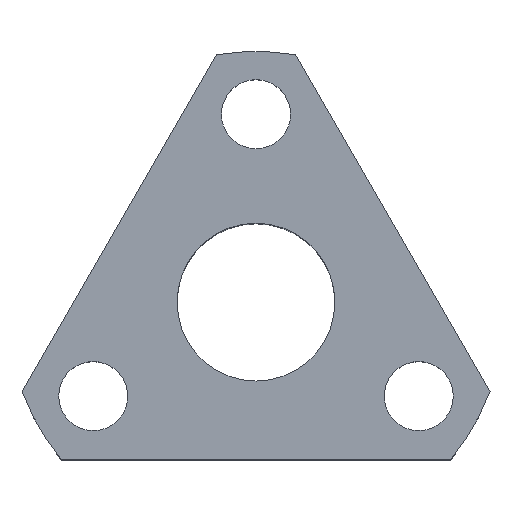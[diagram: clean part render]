
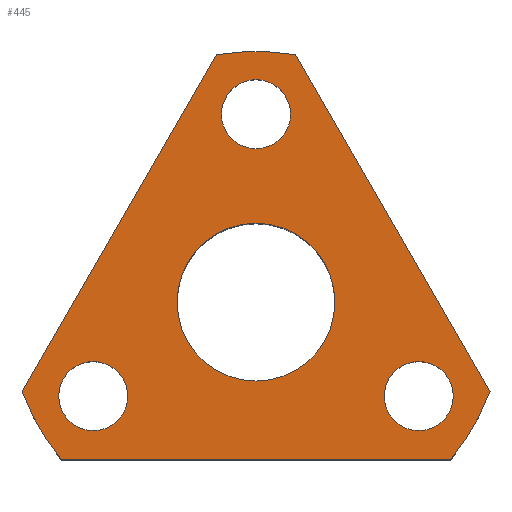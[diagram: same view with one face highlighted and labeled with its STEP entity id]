
A CAD part, top view. The second image highlights one B-rep face of the part: STEP entity #445.
In plain terms, the highlighted planar face has unit normal (0, 0, 1).
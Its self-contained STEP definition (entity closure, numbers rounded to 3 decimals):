
#4 = DIRECTION ( 'NONE',  ( 1., 0., 0. ) ) ;
#28 = VERTEX_POINT ( 'NONE', #191 ) ;
#30 = DIRECTION ( 'NONE',  ( -1., 0., 0. ) ) ;
#32 = DIRECTION ( 'NONE',  ( -1., 0., 0. ) ) ;
#39 = DIRECTION ( 'NONE',  ( -1., 0., 0. ) ) ;
#42 = CIRCLE ( 'NONE', #912, 1.75 ) ;
#52 = VERTEX_POINT ( 'NONE', #202 ) ;
#53 = VERTEX_POINT ( 'NONE', #702 ) ;
#60 = CARTESIAN_POINT ( 'NONE',  ( -11.86, -4.542, 0. ) ) ;
#67 = EDGE_LOOP ( 'NONE', ( #744, #312 ) ) ;
#69 = LINE ( 'NONE', #591, #818 ) ;
#76 = DIRECTION ( 'NONE',  ( 1., 0., 0. ) ) ;
#85 = EDGE_LOOP ( 'NONE', ( #816, #888 ) ) ;
#100 = ORIENTED_EDGE ( 'NONE', *, *, #734, .F. ) ;
#110 = AXIS2_PLACEMENT_3D ( 'NONE', #876, #506, #4 ) ;
#116 = DIRECTION ( 'NONE',  ( 0., 0., -1. ) ) ;
#122 = CARTESIAN_POINT ( 'NONE',  ( 0., 9.525, 0. ) ) ;
#125 = ORIENTED_EDGE ( 'NONE', *, *, #831, .F. ) ;
#133 = EDGE_CURVE ( 'NONE', #486, #785, #252, .T. ) ;
#144 = LINE ( 'NONE', #313, #918 ) ;
#155 = AXIS2_PLACEMENT_3D ( 'NONE', #317, #910, #32 ) ;
#164 = ORIENTED_EDGE ( 'NONE', *, *, #436, .F. ) ;
#178 = CIRCLE ( 'NONE', #446, 1.75 ) ;
#183 = CIRCLE ( 'NONE', #155, 1.75 ) ;
#191 = CARTESIAN_POINT ( 'NONE',  ( 9.999, -4.763, 0. ) ) ;
#202 = CARTESIAN_POINT ( 'NONE',  ( 1.996, 12.542, 0. ) ) ;
#206 = FACE_BOUND ( 'NONE', #85, .T. ) ;
#207 = AXIS2_PLACEMENT_3D ( 'NONE', #919, #544, #605 ) ;
#218 = ORIENTED_EDGE ( 'NONE', *, *, #584, .T. ) ;
#244 = ORIENTED_EDGE ( 'NONE', *, *, #916, .T. ) ;
#246 = CARTESIAN_POINT ( 'NONE',  ( 0., 0., 0. ) ) ;
#248 = CARTESIAN_POINT ( 'NONE',  ( -1.996, 12.542, 0. ) ) ;
#252 = CIRCLE ( 'NONE', #698, 4. ) ;
#256 = DIRECTION ( 'NONE',  ( 0.5, 0.866, 0. ) ) ;
#263 = CARTESIAN_POINT ( 'NONE',  ( 0., 0., 0. ) ) ;
#277 = CARTESIAN_POINT ( 'NONE',  ( 11.86, -4.542, 0. ) ) ;
#283 = CARTESIAN_POINT ( 'NONE',  ( 1.75, 9.525, 0. ) ) ;
#297 = AXIS2_PLACEMENT_3D ( 'NONE', #743, #821, #30 ) ;
#312 = ORIENTED_EDGE ( 'NONE', *, *, #482, .T. ) ;
#313 = CARTESIAN_POINT ( 'NONE',  ( 13.856, -8., 0. ) ) ;
#317 = CARTESIAN_POINT ( 'NONE',  ( -8.249, -4.763, 0. ) ) ;
#319 = EDGE_CURVE ( 'NONE', #598, #28, #942, .T. ) ;
#320 = DIRECTION ( 'NONE',  ( 0., 0., 1. ) ) ;
#324 = FACE_BOUND ( 'NONE', #67, .T. ) ;
#333 = EDGE_CURVE ( 'NONE', #601, #853, #144, .T. ) ;
#342 = DIRECTION ( 'NONE',  ( 0., 0., -1. ) ) ;
#371 = EDGE_CURVE ( 'NONE', #53, #407, #183, .T. ) ;
#379 = EDGE_LOOP ( 'NONE', ( #829, #909, #100, #164, #399, #125 ) ) ;
#383 = DIRECTION ( 'NONE',  ( 0., 0., -1. ) ) ;
#386 = CARTESIAN_POINT ( 'NONE',  ( -13.856, -8., 0. ) ) ;
#388 = DIRECTION ( 'NONE',  ( 0., 0., -1. ) ) ;
#389 = DIRECTION ( 'NONE',  ( 1., 0., 0. ) ) ;
#399 = ORIENTED_EDGE ( 'NONE', *, *, #611, .F. ) ;
#406 = CARTESIAN_POINT ( 'NONE',  ( -4., 0., 0. ) ) ;
#407 = VERTEX_POINT ( 'NONE', #756 ) ;
#436 = EDGE_CURVE ( 'NONE', #52, #770, #69, .T. ) ;
#445 = ADVANCED_FACE ( 'NONE', ( #609, #525, #324, #722, #206 ), #760, .F. ) ;
#446 = AXIS2_PLACEMENT_3D ( 'NONE', #548, #537, #466 ) ;
#462 = EDGE_CURVE ( 'NONE', #785, #486, #762, .T. ) ;
#465 = DIRECTION ( 'NONE',  ( 1., 0., 0. ) ) ;
#466 = DIRECTION ( 'NONE',  ( -1., 0., 0. ) ) ;
#467 = CIRCLE ( 'NONE', #110, 12.7 ) ;
#470 = DIRECTION ( 'NONE',  ( -1., 0., 0. ) ) ;
#472 = CARTESIAN_POINT ( 'NONE',  ( 9.864, -8., 0. ) ) ;
#482 = EDGE_CURVE ( 'NONE', #407, #53, #42, .T. ) ;
#486 = VERTEX_POINT ( 'NONE', #538 ) ;
#506 = DIRECTION ( 'NONE',  ( 0., 0., -1. ) ) ;
#519 = AXIS2_PLACEMENT_3D ( 'NONE', #246, #320, #465 ) ;
#525 = FACE_OUTER_BOUND ( 'NONE', #379, .T. ) ;
#529 = DIRECTION ( 'NONE',  ( -1., 0., 0. ) ) ;
#537 = DIRECTION ( 'NONE',  ( 0., 0., -1. ) ) ;
#538 = CARTESIAN_POINT ( 'NONE',  ( 4., 0., 0. ) ) ;
#539 = VERTEX_POINT ( 'NONE', #248 ) ;
#544 = DIRECTION ( 'NONE',  ( 0., 0., -1. ) ) ;
#545 = CIRCLE ( 'NONE', #864, 12.7 ) ;
#548 = CARTESIAN_POINT ( 'NONE',  ( 0., 9.525, 0. ) ) ;
#554 = AXIS2_PLACEMENT_3D ( 'NONE', #122, #772, #618 ) ;
#557 = DIRECTION ( 'NONE',  ( 0., 0., 1. ) ) ;
#568 = AXIS2_PLACEMENT_3D ( 'NONE', #839, #116, #389 ) ;
#584 = EDGE_CURVE ( 'NONE', #678, #777, #178, .T. ) ;
#591 = CARTESIAN_POINT ( 'NONE',  ( 0., 16., 0. ) ) ;
#598 = VERTEX_POINT ( 'NONE', #913 ) ;
#600 = VECTOR ( 'NONE', #256, 1000. ) ;
#601 = VERTEX_POINT ( 'NONE', #472 ) ;
#605 = DIRECTION ( 'NONE',  ( -1., 0., 0. ) ) ;
#609 = FACE_BOUND ( 'NONE', #849, .T. ) ;
#611 = EDGE_CURVE ( 'NONE', #539, #52, #687, .T. ) ;
#614 = CARTESIAN_POINT ( 'NONE',  ( -9.864, -8., 0. ) ) ;
#618 = DIRECTION ( 'NONE',  ( -1., 0., 0. ) ) ;
#625 = EDGE_CURVE ( 'NONE', #28, #598, #935, .T. ) ;
#678 = VERTEX_POINT ( 'NONE', #798 ) ;
#681 = EDGE_CURVE ( 'NONE', #853, #877, #467, .T. ) ;
#687 = CIRCLE ( 'NONE', #568, 12.7 ) ;
#691 = AXIS2_PLACEMENT_3D ( 'NONE', #758, #388, #470 ) ;
#695 = CIRCLE ( 'NONE', #554, 1.75 ) ;
#698 = AXIS2_PLACEMENT_3D ( 'NONE', #263, #557, #855 ) ;
#702 = CARTESIAN_POINT ( 'NONE',  ( -9.999, -4.763, 0. ) ) ;
#722 = FACE_BOUND ( 'NONE', #920, .T. ) ;
#734 = EDGE_CURVE ( 'NONE', #770, #601, #545, .T. ) ;
#739 = ORIENTED_EDGE ( 'NONE', *, *, #462, .F. ) ;
#743 = CARTESIAN_POINT ( 'NONE',  ( 8.249, -4.763, 0. ) ) ;
#744 = ORIENTED_EDGE ( 'NONE', *, *, #371, .T. ) ;
#756 = CARTESIAN_POINT ( 'NONE',  ( -6.499, -4.763, 0. ) ) ;
#758 = CARTESIAN_POINT ( 'NONE',  ( 0., 0., 0. ) ) ;
#760 = PLANE ( 'NONE',  #691 ) ;
#762 = CIRCLE ( 'NONE', #519, 4. ) ;
#770 = VERTEX_POINT ( 'NONE', #277 ) ;
#772 = DIRECTION ( 'NONE',  ( 0., 0., -1. ) ) ;
#777 = VERTEX_POINT ( 'NONE', #283 ) ;
#785 = VERTEX_POINT ( 'NONE', #406 ) ;
#788 = CARTESIAN_POINT ( 'NONE',  ( 0., 0., 0. ) ) ;
#798 = CARTESIAN_POINT ( 'NONE',  ( -1.75, 9.525, 0. ) ) ;
#816 = ORIENTED_EDGE ( 'NONE', *, *, #319, .T. ) ;
#818 = VECTOR ( 'NONE', #879, 1000. ) ;
#821 = DIRECTION ( 'NONE',  ( 0., 0., -1. ) ) ;
#829 = ORIENTED_EDGE ( 'NONE', *, *, #681, .F. ) ;
#831 = EDGE_CURVE ( 'NONE', #877, #539, #845, .T. ) ;
#832 = ORIENTED_EDGE ( 'NONE', *, *, #133, .F. ) ;
#837 = CARTESIAN_POINT ( 'NONE',  ( -8.249, -4.763, 0. ) ) ;
#839 = CARTESIAN_POINT ( 'NONE',  ( 0., 0., 0. ) ) ;
#845 = LINE ( 'NONE', #386, #600 ) ;
#849 = EDGE_LOOP ( 'NONE', ( #832, #739 ) ) ;
#853 = VERTEX_POINT ( 'NONE', #614 ) ;
#855 = DIRECTION ( 'NONE',  ( 1., 0., 0. ) ) ;
#864 = AXIS2_PLACEMENT_3D ( 'NONE', #788, #342, #76 ) ;
#876 = CARTESIAN_POINT ( 'NONE',  ( 0., 0., 0. ) ) ;
#877 = VERTEX_POINT ( 'NONE', #60 ) ;
#879 = DIRECTION ( 'NONE',  ( 0.5, -0.866, 0. ) ) ;
#888 = ORIENTED_EDGE ( 'NONE', *, *, #625, .T. ) ;
#909 = ORIENTED_EDGE ( 'NONE', *, *, #333, .F. ) ;
#910 = DIRECTION ( 'NONE',  ( 0., 0., -1. ) ) ;
#912 = AXIS2_PLACEMENT_3D ( 'NONE', #837, #383, #39 ) ;
#913 = CARTESIAN_POINT ( 'NONE',  ( 6.499, -4.763, 0. ) ) ;
#916 = EDGE_CURVE ( 'NONE', #777, #678, #695, .T. ) ;
#918 = VECTOR ( 'NONE', #529, 1000. ) ;
#919 = CARTESIAN_POINT ( 'NONE',  ( 8.249, -4.763, 0. ) ) ;
#920 = EDGE_LOOP ( 'NONE', ( #218, #244 ) ) ;
#935 = CIRCLE ( 'NONE', #207, 1.75 ) ;
#942 = CIRCLE ( 'NONE', #297, 1.75 ) ;
